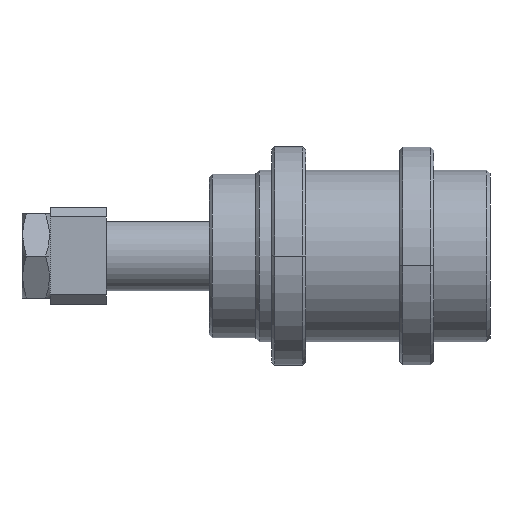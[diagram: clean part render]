
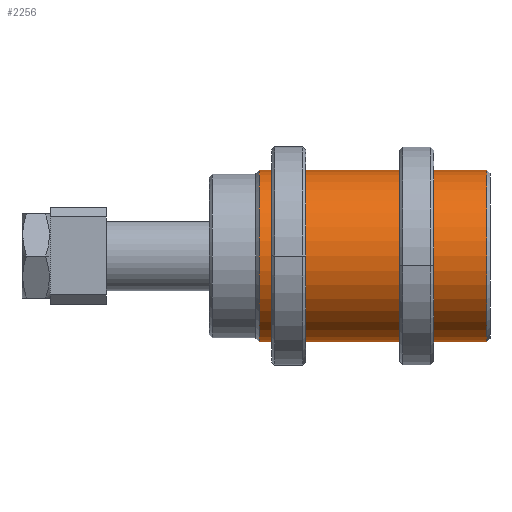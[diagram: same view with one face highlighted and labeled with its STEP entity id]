
A CAD part, left-side view. The second image highlights one B-rep face of the part: STEP entity #2256.
In plain terms, the highlighted cylindrical face has radius 27.5 mm (diameter 55 mm), a partial arc.
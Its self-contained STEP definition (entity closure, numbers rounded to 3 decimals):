
#165 = EDGE_LOOP ( 'NONE', ( #3926, #3925, #3924, #3923 ) ) ;
#238 = VERTEX_POINT ( 'NONE', #1873 ) ;
#283 = VERTEX_POINT ( 'NONE', #1847 ) ;
#284 = VERTEX_POINT ( 'NONE', #1829 ) ;
#294 = VERTEX_POINT ( 'NONE', #1587 ) ;
#542 = EDGE_CURVE ( 'NONE', #283, #238, #5116, .T. ) ;
#546 = EDGE_CURVE ( 'NONE', #294, #284, #4918, .T. ) ;
#1275 = EDGE_CURVE ( 'NONE', #283, #294, #4476, .T. ) ;
#1276 = EDGE_CURVE ( 'NONE', #284, #238, #4474, .T. ) ;
#1535 = AXIS2_PLACEMENT_3D ( 'NONE', #3470, #3469, #3468 ) ;
#1536 = AXIS2_PLACEMENT_3D ( 'NONE', #3473, #3472, #3471 ) ;
#1587 = CARTESIAN_POINT ( 'NONE',  ( 0., 74., -27.5 ) ) ;
#1829 = CARTESIAN_POINT ( 'NONE',  ( 0., 1., -27.5 ) ) ;
#1846 = CARTESIAN_POINT ( 'NONE',  ( 0., 90., 27.5 ) ) ;
#1847 = CARTESIAN_POINT ( 'NONE',  ( 0., 74., 27.5 ) ) ;
#1859 = CARTESIAN_POINT ( 'NONE',  ( 0., 90., -27.5 ) ) ;
#1861 = DIRECTION ( 'NONE',  ( 0., -1., 0. ) ) ;
#1867 = DIRECTION ( 'NONE',  ( 0., -1., 0. ) ) ;
#1873 = CARTESIAN_POINT ( 'NONE',  ( 0., 1., 27.5 ) ) ;
#2256 = ADVANCED_FACE ( 'NONE', ( #4257 ), #4252, .T. ) ;
#3020 = CARTESIAN_POINT ( 'NONE',  ( 0., 90., 0. ) ) ;
#3024 = DIRECTION ( 'NONE',  ( 0., -1., 0. ) ) ;
#3045 = DIRECTION ( 'NONE',  ( 0., 0., -1. ) ) ;
#3113 = AXIS2_PLACEMENT_3D ( 'NONE', #3020, #3024, #3045 ) ;
#3468 = DIRECTION ( 'NONE',  ( 0., 0., 1. ) ) ;
#3469 = DIRECTION ( 'NONE',  ( 0., 1., 0. ) ) ;
#3470 = CARTESIAN_POINT ( 'NONE',  ( 0., 1., 0. ) ) ;
#3471 = DIRECTION ( 'NONE',  ( 0., 0., 1. ) ) ;
#3472 = DIRECTION ( 'NONE',  ( 0., -1., 0. ) ) ;
#3473 = CARTESIAN_POINT ( 'NONE',  ( 0., 74., 0. ) ) ;
#3923 = ORIENTED_EDGE ( 'NONE', *, *, #1276, .T. ) ;
#3924 = ORIENTED_EDGE ( 'NONE', *, *, #546, .T. ) ;
#3925 = ORIENTED_EDGE ( 'NONE', *, *, #1275, .T. ) ;
#3926 = ORIENTED_EDGE ( 'NONE', *, *, #542, .F. ) ;
#4252 = CYLINDRICAL_SURFACE ( 'NONE', #3113, 27.5 ) ;
#4257 = FACE_OUTER_BOUND ( 'NONE', #165, .T. ) ;
#4474 = CIRCLE ( 'NONE', #1535, 27.5 ) ;
#4476 = CIRCLE ( 'NONE', #1536, 27.5 ) ;
#4918 = LINE ( 'NONE', #1859, #4937 ) ;
#4937 = VECTOR ( 'NONE', #1867, 1000. ) ;
#5100 = VECTOR ( 'NONE', #1861, 1000. ) ;
#5116 = LINE ( 'NONE', #1846, #5100 ) ;
